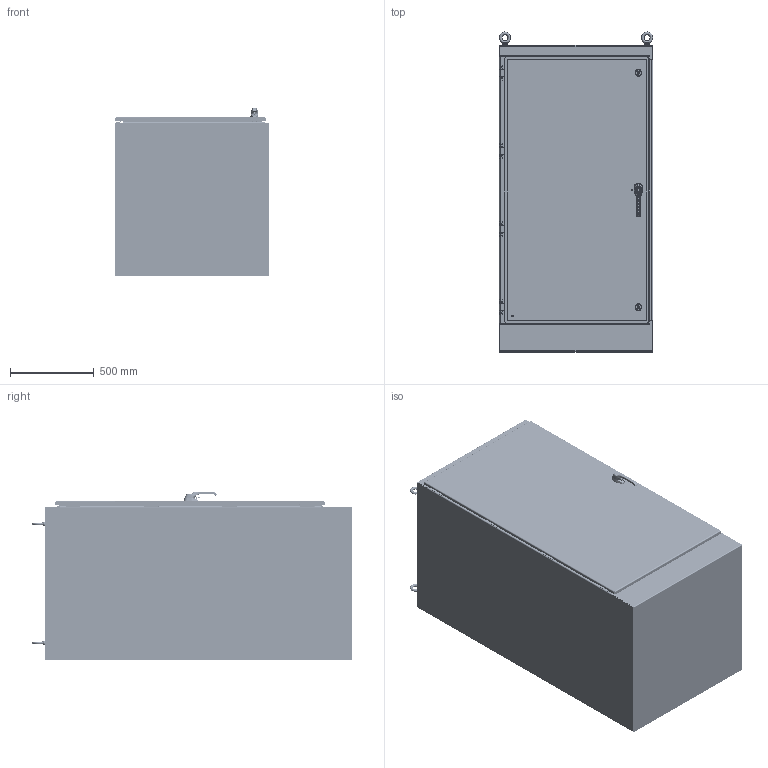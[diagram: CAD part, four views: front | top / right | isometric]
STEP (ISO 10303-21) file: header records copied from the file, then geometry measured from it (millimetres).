
FILE_DESCRIPTION(/* description */ ('ENCL,NEMA4,IP66,FS,1D,REMOVABLE HINGE,72X36X36'),/* implementation_level */ '2;1');
FILE_NAME(/* name */ 'WRD723636FS4.stp',/* time_stamp */ '2021-03-22T15:54:44-05:00',/* author */ ('KA'),/* organization */ (''),/* preprocessor_version */ 'ST-DEVELOPER v18.1',/* originating_system */ 'Autodesk Inventor 2020',/* authorisation */ '');
FILE_SCHEMA (('AUTOMOTIVE_DESIGN { 1 0 10303 214 3 1 1 }'));
Products named in the file (46): WRD723636FS4; WRD7236FS4FB; WRD3636FS4TOP; WRD3636FS4BTM; WRD7236FS4DR; 3065; FUN00132_34.75"; 32450; LARGE_DOOR_ROD_ASSM-37029; HFW31712; 1091-903_AF0; 1091-903_AF0_1; 1091-903_AF0_2; PLASTIC-ROLLER-CAM_AF0_ASM; PLASTIC-ROLLER-CAM_AF1; 7379-M6-8X25_AF0; LOCK-NUT_AF0; SUPPORT-ROLL_AF0; 1091-BR11_AF0; 37029; ANSI B18.6.3 - 3/8-16 UNC - 1.75; HFW3762; 31215; 3862; WRD7236FS4FIP; HFW328202; HFW328201HR; HFW328201KN; HFW328201PIN; HFW328201POMCLIP; 349132; HFW3025; 316298; HFW372218; HFW390108; WRD7236FS4RS; WRD7236FS4LS; 38846; HFW312002; CP10184202R01_Standard ...
Assembly tree (100 placements, depth 5):
  WRD723636FS4
    WRD7236FS4FB
    WRD3636FS4TOP
    WRD3636FS4BTM
    WRD7236FS4DR
    3065  x2
    38846  x4
    FUN00132_34.75"  x6
    32450
    LARGE_DOOR_ROD_ASSM-37029
      HFW31712
        1091-903_AF0
          1091-903_AF0_1
          1091-903_AF0_2
        PLASTIC-ROLLER-CAM_AF0_ASM
          PLASTIC-ROLLER-CAM_AF1
          7379-M6-8X25_AF0
          LOCK-NUT_AF0
        SUPPORT-ROLL_AF0
        1091-BR11_AF0
      37029  x2
      ANSI B18.6.3 - 3/8-16 UNC - 1.75  x2
      HFW3762  x4
      31215  x2
      3862  x2
    WRD7236FS4FIP
    HFW328202  x4
    HFW328201HR  x4
    HFW328201KN  x4
    HFW328201PIN  x4
    HFW328201POMCLIP  x4
    HFW372218  x8
    HFW390108  x8
    349132  x4
    HFW3025  x4
    316298  x4
    WRD7236FS4RS
    WRD7236FS4LS
    HFW312002  x2
      CP10184202R01_Standard
        CP10184202R01_Deep Recess
        CP10184202R03 MODIFY
      CP10184202R02
      CP10184202R04
        _22030_0932_Spring_Plunger__1_b_2
        _22030_0932_Spring_Plunger__1_a_4
Bounding box: 917.63 x 1911.28 x 1006.24 mm (x, y, z)
Volume: 26191723.6 mm3; surface area: 19760084.1 mm2
Topology: 96 solids, 1577 shells, 4365 faces, 14390 edges, 11696 vertices
Faces by surface type: plane 1589, cylinder 1451, bspline 498, torus 358, cone 341, sphere 128
Full cylindrical faces by diameter (mm): 1.5 x2, 3.5 x2, 3.9 x1, 4.2 x2, 4.5 x2, 4.632 x88, 4.773 x2, 4.953 x8, 5 x5, 5.08 x8, 5.16 x20, 6 x3, 6.128 x2, 6.172 x2, 6.35 x116, 6.41 x2, 6.535 x16, 6.756 x8, 7.112 x3, 7.144 x2, 7.48 x8, 7.938 x2, 8 x1, 8.153 x2, 8.2 x1, 8.56 x4, 8.7 x2, 9.525 x2, 10 x2, 10.16 x4
Entity records: 193197 total; most frequent: CARTESIAN_POINT 105418, DIRECTION 16254, ORIENTED_EDGE 12700, EDGE_CURVE 9722, VERTEX_POINT 8648, AXIS2_PLACEMENT_3D 5988, LINE 4278, VECTOR 4278
